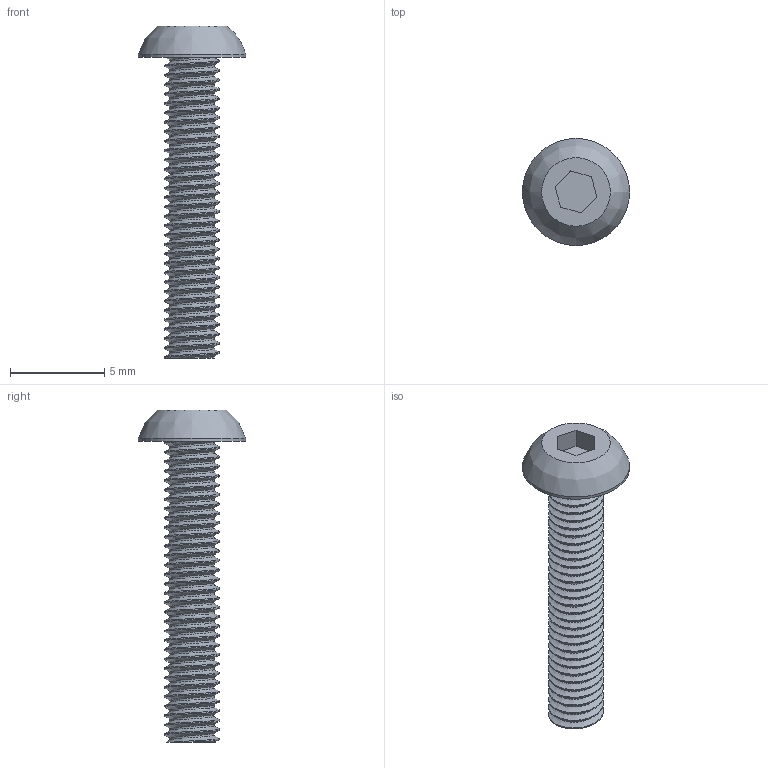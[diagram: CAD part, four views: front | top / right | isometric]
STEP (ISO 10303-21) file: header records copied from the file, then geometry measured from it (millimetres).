
FILE_DESCRIPTION(/* description */ (''),/* implementation_level */ '2;1');
FILE_NAME(/* name */ 'ISO 7380-1 M3x16mm v7.step',/* time_stamp */ '2016-11-22T22:05:10+01:00',/* author */ (''),/* organization */ (''),/* preprocessor_version */ 'ST-DEVELOPER v16.5',/* originating_system */ 'Autodesk Translation Framework v5.2.0.2920',/* authorisation */ '');
FILE_SCHEMA (('AUTOMOTIVE_DESIGN { 1 0 10303 214 3 1 1 }'));
Length unit declared in the file: millimetre
Products named in the file (2): ISO 7380-1 M3x16mm v7; ISO 7380-1 M3x16mm
Assembly tree (1 placements, depth 2):
  ISO 7380-1 M3x16mm v7
    ISO 7380-1 M3x16mm
Bounding box: 5.7 x 5.7 x 17.65 mm (x, y, z)
Volume: 115.9 mm3; surface area: 293.5 mm2
Topology: 1 solids, 1 shells, 16 faces, 37 edges, 25 vertices
Faces by surface type: plane 10, bspline 3, cylinder 3
Full cylindrical faces by diameter (mm): 5.7 x1
Entity records: 3810 total; most frequent: CARTESIAN_POINT 3418, ORIENTED_EDGE 72, DIRECTION 68, EDGE_CURVE 36, VERTEX_POINT 25, AXIS2_PLACEMENT_3D 25, EDGE_LOOP 19, LINE 18
